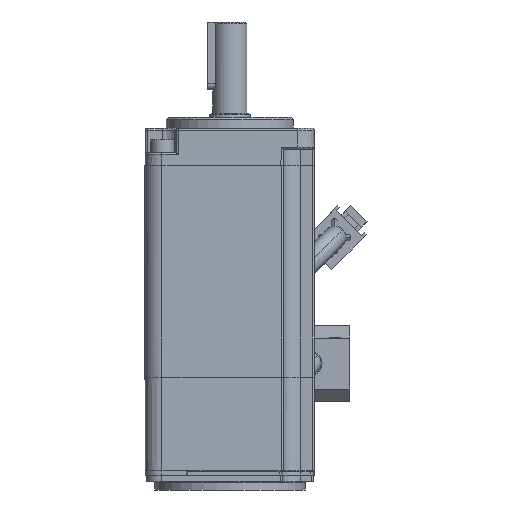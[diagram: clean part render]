
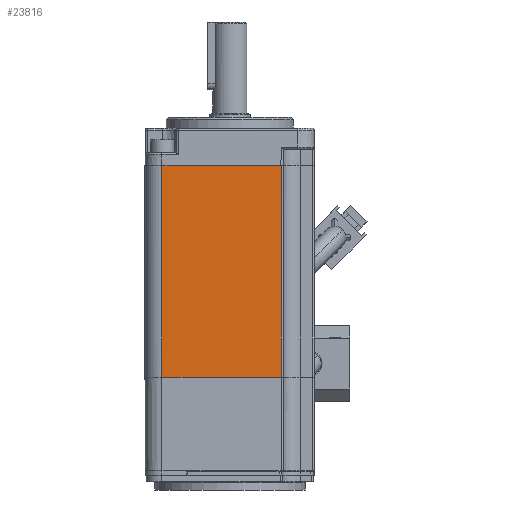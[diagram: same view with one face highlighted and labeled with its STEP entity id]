
A CAD part, front view. The second image highlights one B-rep face of the part: STEP entity #23816.
In plain terms, the highlighted planar face has unit normal (0, -1, 0).
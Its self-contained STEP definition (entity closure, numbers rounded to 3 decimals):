
#9 = CARTESIAN_POINT ( 'NONE',  ( 12.098, -19.999, -27.5 ) ) ;
#1752 = CARTESIAN_POINT ( 'NONE',  ( -16., -20., -2.55 ) ) ;
#1941 = VERTEX_POINT ( 'NONE', #24750 ) ;
#2363 = VERTEX_POINT ( 'NONE', #25229 ) ;
#4504 = CARTESIAN_POINT ( 'NONE',  ( -6.634, -20., -27.5 ) ) ;
#4784 = CARTESIAN_POINT ( 'NONE',  ( 12.096, -19.998, 22.4 ) ) ;
#5289 = ORIENTED_EDGE ( 'NONE', *, *, #27186, .T. ) ;
#6091 = LINE ( 'NONE', #1752, #22888 ) ;
#6816 = CARTESIAN_POINT ( 'NONE',  ( 12.054, -20., 22.4 ) ) ;
#7347 = CARTESIAN_POINT ( 'NONE',  ( -1.95, -20., -2.55 ) ) ;
#8842 = CARTESIAN_POINT ( 'NONE',  ( 12.033, -20., 22.4 ) ) ;
#9831 = B_SPLINE_CURVE_WITH_KNOTS ( 'NONE', 3,
 ( #11120, #10976, #15619, #24471 ),
 .UNSPECIFIED., .F., .F.,
 ( 4, 4 ),
 ( 0., 1. ),
 .UNSPECIFIED. ) ;
#10976 = CARTESIAN_POINT ( 'NONE',  ( 12.098, -20., -10.867 ) ) ;
#11035 = CARTESIAN_POINT ( 'NONE',  ( -16., -19.999, -27.5 ) ) ;
#11120 = CARTESIAN_POINT ( 'NONE',  ( 12.098, -19.999, -27.5 ) ) ;
#11314 = CARTESIAN_POINT ( 'NONE',  ( 2.732, -20., -27.5 ) ) ;
#11390 = EDGE_CURVE ( 'NONE', #13528, #12053, #6091, .T. ) ;
#11825 = DIRECTION ( 'NONE',  ( 0., -1., 0. ) ) ;
#12053 = VERTEX_POINT ( 'NONE', #27690 ) ;
#13478 = CARTESIAN_POINT ( 'NONE',  ( 12.075, -19.999, 22.4 ) ) ;
#13528 = VERTEX_POINT ( 'NONE', #16186 ) ;
#13949 = CARTESIAN_POINT ( 'NONE',  ( -1.95, -20., 22.4 ) ) ;
#14898 = EDGE_LOOP ( 'NONE', ( #19695, #19882, #5289, #19907, #15097 ) ) ;
#15097 = ORIENTED_EDGE ( 'NONE', *, *, #27213, .F. ) ;
#15385 = VERTEX_POINT ( 'NONE', #23228 ) ;
#15619 = CARTESIAN_POINT ( 'NONE',  ( 12.097, -20., 5.767 ) ) ;
#16186 = CARTESIAN_POINT ( 'NONE',  ( -16., -20., 22.4 ) ) ;
#16197 = DIRECTION ( 'NONE',  ( 0., 0., -1. ) ) ;
#16673 = EDGE_CURVE ( 'NONE', #15385, #2363, #9831, .T. ) ;
#17725 = VECTOR ( 'NONE', #26885, 1000. ) ;
#18323 = AXIS2_PLACEMENT_3D ( 'NONE', #7347, #11825, #16197 ) ;
#19695 = ORIENTED_EDGE ( 'NONE', *, *, #28335, .T. ) ;
#19882 = ORIENTED_EDGE ( 'NONE', *, *, #11390, .T. ) ;
#19907 = ORIENTED_EDGE ( 'NONE', *, *, #16673, .T. ) ;
#20364 = B_SPLINE_CURVE_WITH_KNOTS ( 'NONE', 3,
 ( #11035, #4504, #11314, #9 ),
 .UNSPECIFIED., .F., .F.,
 ( 4, 4 ),
 ( 0., 1. ),
 .UNSPECIFIED. ) ;
#20845 = FACE_OUTER_BOUND ( 'NONE', #14898, .T. ) ;
#22888 = VECTOR ( 'NONE', #27710, 1000. ) ;
#23228 = CARTESIAN_POINT ( 'NONE',  ( 12.098, -19.999, -27.5 ) ) ;
#23816 = ADVANCED_FACE ( 'NONE', ( #20845 ), #27222, .T. ) ;
#24471 = CARTESIAN_POINT ( 'NONE',  ( 12.096, -19.998, 22.4 ) ) ;
#24750 = CARTESIAN_POINT ( 'NONE',  ( 12.033, -20., 22.4 ) ) ;
#25142 = LINE ( 'NONE', #13949, #17725 ) ;
#25229 = CARTESIAN_POINT ( 'NONE',  ( 12.096, -19.998, 22.4 ) ) ;
#25510 = B_SPLINE_CURVE_WITH_KNOTS ( 'NONE', 3,
 ( #8842, #6816, #13478, #4784 ),
 .UNSPECIFIED., .F., .F.,
 ( 4, 4 ),
 ( 0., 1. ),
 .UNSPECIFIED. ) ;
#26885 = DIRECTION ( 'NONE',  ( -1., 0., 0. ) ) ;
#27186 = EDGE_CURVE ( 'NONE', #12053, #15385, #20364, .T. ) ;
#27213 = EDGE_CURVE ( 'NONE', #1941, #2363, #25510, .T. ) ;
#27222 = PLANE ( 'NONE',  #18323 ) ;
#27690 = CARTESIAN_POINT ( 'NONE',  ( -16., -19.999, -27.5 ) ) ;
#27710 = DIRECTION ( 'NONE',  ( 0., 0., -1. ) ) ;
#28335 = EDGE_CURVE ( 'NONE', #1941, #13528, #25142, .T. ) ;
